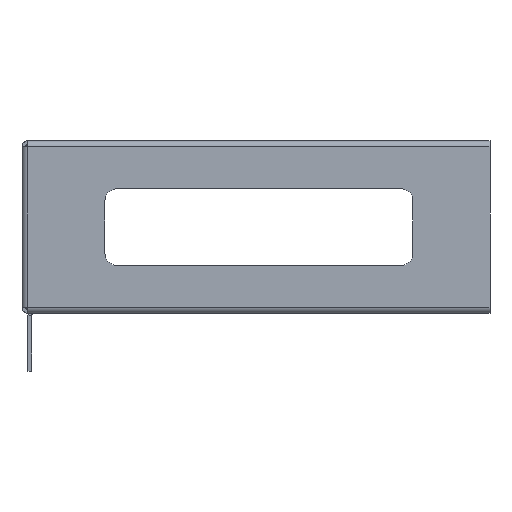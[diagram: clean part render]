
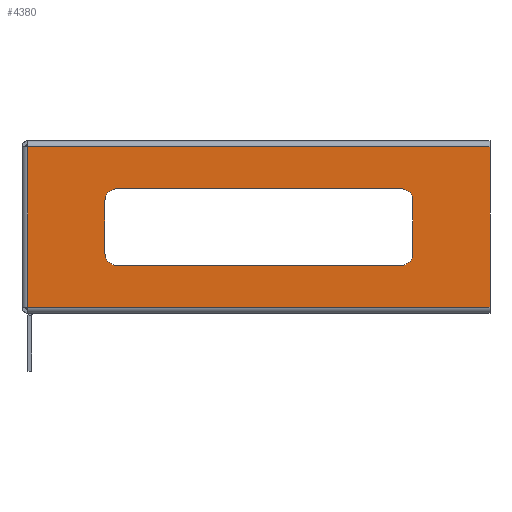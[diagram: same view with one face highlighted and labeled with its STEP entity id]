
A CAD part, left-side view. The second image highlights one B-rep face of the part: STEP entity #4380.
In plain terms, the highlighted planar face has unit normal (-1, 0, 0).
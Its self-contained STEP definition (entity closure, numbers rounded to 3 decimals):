
#9 = CARTESIAN_POINT ( 'NONE',  ( 0., 25., 35.3 ) ) ;
#99 = EDGE_CURVE ( 'NONE', #2108, #4060, #185, .T. ) ;
#185 = CIRCLE ( 'NONE', #930, 4. ) ;
#242 = VECTOR ( 'NONE', #2929, 1000. ) ;
#293 = DIRECTION ( 'NONE',  ( 1., 0., 0. ) ) ;
#324 = CARTESIAN_POINT ( 'NONE',  ( 0., 150., 52.863 ) ) ;
#395 = DIRECTION ( 'NONE',  ( 0., 1., 0. ) ) ;
#397 = DIRECTION ( 'NONE',  ( 0., 0., -1. ) ) ;
#545 = CARTESIAN_POINT ( 'NONE',  ( 0., 125., 18.3 ) ) ;
#588 = ORIENTED_EDGE ( 'NONE', *, *, #4033, .T. ) ;
#642 = ORIENTED_EDGE ( 'NONE', *, *, #2484, .T. ) ;
#646 = EDGE_CURVE ( 'NONE', #4291, #2108, #1964, .T. ) ;
#663 = VECTOR ( 'NONE', #1817, 1000. ) ;
#783 = VERTEX_POINT ( 'NONE', #3200 ) ;
#819 = VERTEX_POINT ( 'NONE', #3884 ) ;
#832 = LINE ( 'NONE', #1046, #1367 ) ;
#866 = DIRECTION ( 'NONE',  ( 0., 0., -1. ) ) ;
#892 = FACE_BOUND ( 'NONE', #1599, .T. ) ;
#930 = AXIS2_PLACEMENT_3D ( 'NONE', #2278, #1938, #866 ) ;
#948 = LINE ( 'NONE', #4319, #242 ) ;
#949 = EDGE_LOOP ( 'NONE', ( #4270, #3095, #3351, #588 ) ) ;
#951 = ORIENTED_EDGE ( 'NONE', *, *, #2133, .T. ) ;
#1046 = CARTESIAN_POINT ( 'NONE',  ( 0., 150., 0.737 ) ) ;
#1091 = VECTOR ( 'NONE', #397, 1000. ) ;
#1226 = DIRECTION ( 'NONE',  ( 0., 1., 0. ) ) ;
#1367 = VECTOR ( 'NONE', #395, 1000. ) ;
#1421 = LINE ( 'NONE', #1730, #663 ) ;
#1477 = DIRECTION ( 'NONE',  ( 0., 0., 1. ) ) ;
#1501 = ORIENTED_EDGE ( 'NONE', *, *, #3356, .T. ) ;
#1531 = FACE_OUTER_BOUND ( 'NONE', #949, .T. ) ;
#1550 = AXIS2_PLACEMENT_3D ( 'NONE', #2223, #2174, #1477 ) ;
#1578 = AXIS2_PLACEMENT_3D ( 'NONE', #2855, #4286, #3238 ) ;
#1579 = VERTEX_POINT ( 'NONE', #4095 ) ;
#1599 = EDGE_LOOP ( 'NONE', ( #1712, #2793, #2725, #3736, #1501, #642, #951, #4409 ) ) ;
#1712 = ORIENTED_EDGE ( 'NONE', *, *, #646, .T. ) ;
#1730 = CARTESIAN_POINT ( 'NONE',  ( 0., 0., 0. ) ) ;
#1758 = VERTEX_POINT ( 'NONE', #2867 ) ;
#1766 = DIRECTION ( 'NONE',  ( 0., -1., 0. ) ) ;
#1779 = CARTESIAN_POINT ( 'NONE',  ( 0., 150., 0. ) ) ;
#1817 = DIRECTION ( 'NONE',  ( 0., 0., 1. ) ) ;
#1938 = DIRECTION ( 'NONE',  ( 1., 0., 0. ) ) ;
#1964 = LINE ( 'NONE', #9, #1091 ) ;
#2108 = VERTEX_POINT ( 'NONE', #4469 ) ;
#2133 = EDGE_CURVE ( 'NONE', #2950, #3925, #3115, .T. ) ;
#2174 = DIRECTION ( 'NONE',  ( 1., 0., 0. ) ) ;
#2196 = VECTOR ( 'NONE', #4232, 1000. ) ;
#2215 = AXIS2_PLACEMENT_3D ( 'NONE', #3164, #3504, #4237 ) ;
#2223 = CARTESIAN_POINT ( 'NONE',  ( 0., 121., 18.3 ) ) ;
#2278 = CARTESIAN_POINT ( 'NONE',  ( 0., 29., 18.3 ) ) ;
#2309 = CIRCLE ( 'NONE', #1578, 4. ) ;
#2339 = CARTESIAN_POINT ( 'NONE',  ( 0., 0., 0. ) ) ;
#2400 = LINE ( 'NONE', #2794, #2196 ) ;
#2484 = EDGE_CURVE ( 'NONE', #819, #2950, #2309, .T. ) ;
#2705 = CARTESIAN_POINT ( 'NONE',  ( 0., 29., 39.3 ) ) ;
#2725 = ORIENTED_EDGE ( 'NONE', *, *, #2971, .T. ) ;
#2793 = ORIENTED_EDGE ( 'NONE', *, *, #99, .T. ) ;
#2794 = CARTESIAN_POINT ( 'NONE',  ( 0., 0., 52.863 ) ) ;
#2855 = CARTESIAN_POINT ( 'NONE',  ( 0., 121., 35.3 ) ) ;
#2861 = EDGE_CURVE ( 'NONE', #4444, #1579, #4087, .T. ) ;
#2867 = CARTESIAN_POINT ( 'NONE',  ( 0., 0., 52.863 ) ) ;
#2892 = CARTESIAN_POINT ( 'NONE',  ( 0., 121., 14.3 ) ) ;
#2929 = DIRECTION ( 'NONE',  ( 0., 0., 1. ) ) ;
#2950 = VERTEX_POINT ( 'NONE', #4297 ) ;
#2971 = EDGE_CURVE ( 'NONE', #4060, #783, #3987, .T. ) ;
#3009 = VECTOR ( 'NONE', #1766, 1000. ) ;
#3059 = VECTOR ( 'NONE', #4203, 1000. ) ;
#3095 = ORIENTED_EDGE ( 'NONE', *, *, #2861, .T. ) ;
#3112 = VECTOR ( 'NONE', #1226, 1000. ) ;
#3115 = LINE ( 'NONE', #3132, #3009 ) ;
#3132 = CARTESIAN_POINT ( 'NONE',  ( 0., 121., 39.3 ) ) ;
#3150 = CIRCLE ( 'NONE', #1550, 4. ) ;
#3164 = CARTESIAN_POINT ( 'NONE',  ( 0., 29., 35.3 ) ) ;
#3200 = CARTESIAN_POINT ( 'NONE',  ( 0., 121., 14.3 ) ) ;
#3238 = DIRECTION ( 'NONE',  ( 0., 0., -1. ) ) ;
#3305 = VERTEX_POINT ( 'NONE', #3515 ) ;
#3351 = ORIENTED_EDGE ( 'NONE', *, *, #4055, .F. ) ;
#3356 = EDGE_CURVE ( 'NONE', #3415, #819, #948, .T. ) ;
#3371 = DIRECTION ( 'NONE',  ( 0., 0., -1. ) ) ;
#3384 = AXIS2_PLACEMENT_3D ( 'NONE', #2339, #293, #3371 ) ;
#3415 = VERTEX_POINT ( 'NONE', #545 ) ;
#3504 = DIRECTION ( 'NONE',  ( 1., 0., 0. ) ) ;
#3515 = CARTESIAN_POINT ( 'NONE',  ( 0., 0., 0.737 ) ) ;
#3736 = ORIENTED_EDGE ( 'NONE', *, *, #3837, .T. ) ;
#3746 = EDGE_CURVE ( 'NONE', #1758, #4444, #2400, .T. ) ;
#3837 = EDGE_CURVE ( 'NONE', #783, #3415, #3150, .T. ) ;
#3866 = CARTESIAN_POINT ( 'NONE',  ( 0., 29., 14.3 ) ) ;
#3884 = CARTESIAN_POINT ( 'NONE',  ( 0., 125., 35.3 ) ) ;
#3925 = VERTEX_POINT ( 'NONE', #2705 ) ;
#3987 = LINE ( 'NONE', #2892, #3112 ) ;
#4033 = EDGE_CURVE ( 'NONE', #3305, #1758, #1421, .T. ) ;
#4038 = CARTESIAN_POINT ( 'NONE',  ( 0., 25., 35.3 ) ) ;
#4046 = PLANE ( 'NONE',  #3384 ) ;
#4055 = EDGE_CURVE ( 'NONE', #3305, #1579, #832, .T. ) ;
#4060 = VERTEX_POINT ( 'NONE', #3866 ) ;
#4087 = LINE ( 'NONE', #1779, #3059 ) ;
#4095 = CARTESIAN_POINT ( 'NONE',  ( 0., 150., 0.737 ) ) ;
#4104 = EDGE_CURVE ( 'NONE', #3925, #4291, #4425, .T. ) ;
#4203 = DIRECTION ( 'NONE',  ( 0., 0., -1. ) ) ;
#4232 = DIRECTION ( 'NONE',  ( 0., 1., 0. ) ) ;
#4237 = DIRECTION ( 'NONE',  ( 0., 0., -1. ) ) ;
#4270 = ORIENTED_EDGE ( 'NONE', *, *, #3746, .T. ) ;
#4286 = DIRECTION ( 'NONE',  ( 1., 0., 0. ) ) ;
#4291 = VERTEX_POINT ( 'NONE', #4038 ) ;
#4297 = CARTESIAN_POINT ( 'NONE',  ( 0., 121., 39.3 ) ) ;
#4319 = CARTESIAN_POINT ( 'NONE',  ( 0., 125., 35.3 ) ) ;
#4380 = ADVANCED_FACE ( 'NONE', ( #892, #1531 ), #4046, .F. ) ;
#4409 = ORIENTED_EDGE ( 'NONE', *, *, #4104, .T. ) ;
#4425 = CIRCLE ( 'NONE', #2215, 4. ) ;
#4444 = VERTEX_POINT ( 'NONE', #324 ) ;
#4469 = CARTESIAN_POINT ( 'NONE',  ( 0., 25., 18.3 ) ) ;
